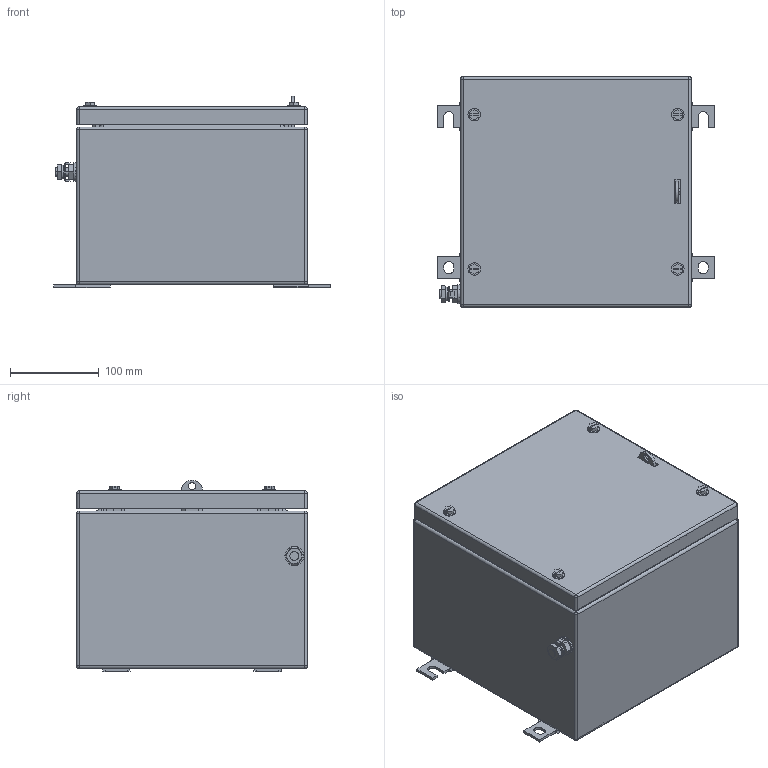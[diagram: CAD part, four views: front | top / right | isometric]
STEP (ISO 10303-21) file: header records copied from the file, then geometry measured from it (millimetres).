
FILE_DESCRIPTION(('CATIA V5 STEP Exchange','CAx-IF Rec.Pracs.--- Model Styling and Organization---1.4--- 2014-01-23'),'2;1');
FILE_NAME ('008504-7_2_1194650000_1194650000.stp','2019-07-01T12:50:19+00:00',('none'),('Weidmueller'),'CATIA Version 5-6 Release 2016 SP3 HF44','CATIA V5 STEP AP214','none');
FILE_SCHEMA(('AUTOMOTIVE_DESIGN { 1 0 10303 214 1 1 1 1 }'));
Length unit declared in the file: millimetre
Products named in the file (1): 1194650000
Bounding box: 311 x 260 x 215 mm (x, y, z)
Volume: 674587.5 mm3; surface area: 833279.6 mm2
Topology: 38 solids, 38 shells, 951 faces, 2344 edges, 1470 vertices
Faces by surface type: plane 526, cylinder 297, cone 84, sphere 24, torus 20
Entity records: 26251 total; most frequent: CARTESIAN_POINT 5049, ORIENTED_EDGE 4624, DIRECTION 3647, EDGE_CURVE 2312, VECTOR 1528, LINE 1528, VERTEX_POINT 1470, AXIS2_PLACEMENT_3D 1406
